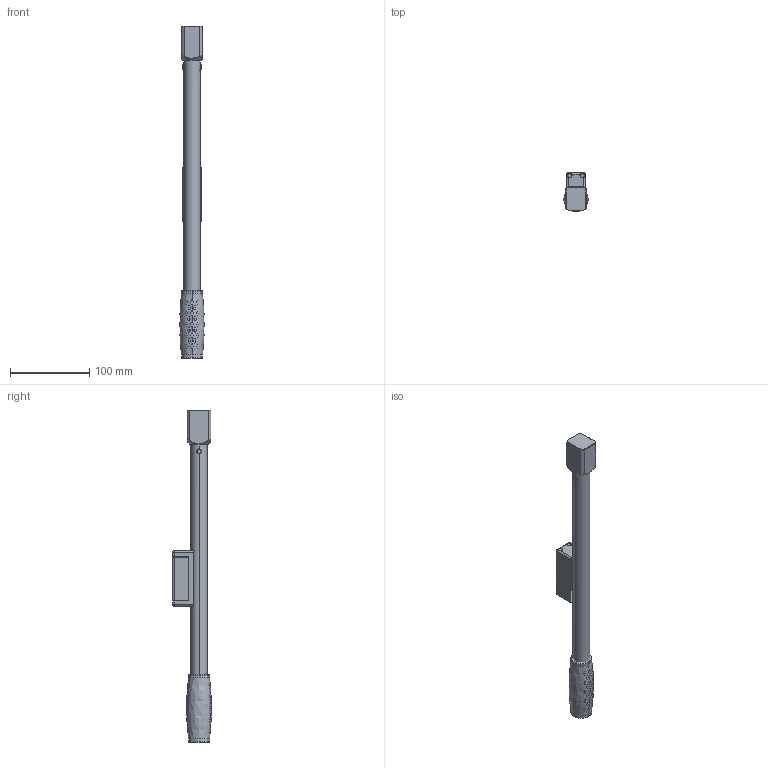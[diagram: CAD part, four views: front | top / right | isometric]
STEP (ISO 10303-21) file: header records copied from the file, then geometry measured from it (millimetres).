
FILE_DESCRIPTION((''),'2;1');
FILE_NAME('8439004423_1_SW','2018-01-09T',('ITDPPO'),(''),'CREO PARAMETRIC BY PTC INC, 2016260','CREO PARAMETRIC BY PTC INC, 2016260','');
FILE_SCHEMA(('CONFIG_CONTROL_DESIGN','GEOMETRIC_VALIDATION_PROPERTIES_MIM'));
Length unit declared in the file: millimetre
Products named in the file (1): 8439004423_1_SW
Bounding box: 31 x 49.21 x 419 mm (x, y, z)
Surface area: 47724.5 mm2 (no closed solid volume)
Topology: 0 solids, 139 shells, 191 faces, 2072 edges, 1981 vertices
Faces by surface type: cylinder 102, bspline 48, plane 29, cone 6, sphere 4, torus 2
Entity records: 29040 total; most frequent: CARTESIAN_POINT 17246, ORIENTED_EDGE 2201, EDGE_CURVE 2072, VERTEX_POINT 1981, B_SPLINE_CURVE_WITH_KNOTS 1427, DIRECTION 1226, AXIS2_PLACEMENT_3D 438, VECTOR 350
